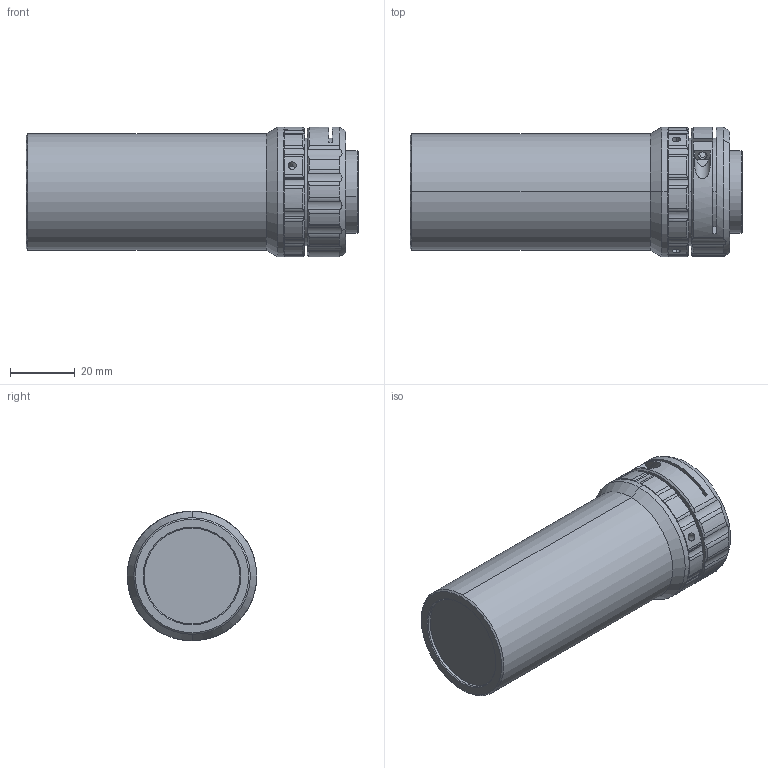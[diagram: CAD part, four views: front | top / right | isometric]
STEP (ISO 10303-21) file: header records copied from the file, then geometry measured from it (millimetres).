
FILE_DESCRIPTION (( 'STEP AP203' ), '1' );
FILE_NAME ('WWT121-095-86.STEP', '2022-06-01T09:30:47', ( '' ), ( '' ), 'SwSTEP 2.0', 'SolidWorks 2017', '' );
FILE_SCHEMA (( 'CONFIG_CONTROL_DESIGN' ));
Length unit declared in the file: millimetre
Products named in the file (1): WWT121-095-86
Bounding box: 102.5 x 40 x 40 mm (x, y, z)
Volume: 104151.8 mm3; surface area: 15758.5 mm2
Topology: 1 solids, 2 shells, 194 faces, 496 edges, 310 vertices
Faces by surface type: cylinder 113, plane 42, cone 39
Entity records: 6642 total; most frequent: CARTESIAN_POINT 1936, ORIENTED_EDGE 988, DIRECTION 977, EDGE_CURVE 494, AXIS2_PLACEMENT_3D 413, VERTEX_POINT 310, CIRCLE 218, EDGE_LOOP 204
